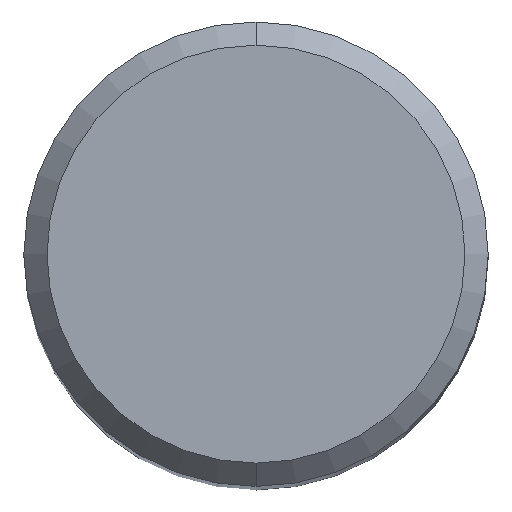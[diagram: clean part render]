
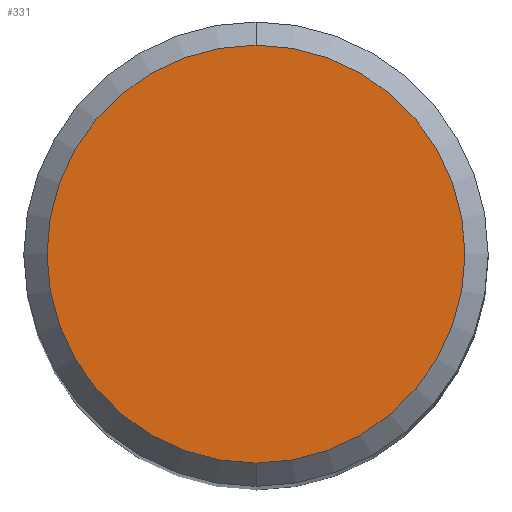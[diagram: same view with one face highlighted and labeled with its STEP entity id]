
A CAD part, top view. The second image highlights one B-rep face of the part: STEP entity #331.
In plain terms, the highlighted planar face has unit normal (0, 0, 1).
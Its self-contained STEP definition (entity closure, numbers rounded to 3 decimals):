
#331=ADVANCED_FACE('',(#704),#705,.T.);
#337=VERTEX_POINT('',#712);
#443=EDGE_CURVE('',#337,#493,#832,.T.);
#493=VERTEX_POINT('',#886);
#517=EDGE_CURVE('',#493,#337,#911,.T.);
#704=FACE_OUTER_BOUND('',#1235,.T.);
#705=PLANE('',#1236);
#712=CARTESIAN_POINT('',(0.0,3.6,0.0));
#832=CIRCLE('',#1464,3.6);
#886=CARTESIAN_POINT('',(0.,-3.6,0.0));
#911=CIRCLE('',#1604,3.6);
#1235=EDGE_LOOP('',(#1827,#1828));
#1236=AXIS2_PLACEMENT_3D('',#1829,#1830,#1831);
#1464=AXIS2_PLACEMENT_3D('',#1991,#1992,#1993);
#1604=AXIS2_PLACEMENT_3D('',#2070,#2071,#2072);
#1827=ORIENTED_EDGE('',*,*,#443,.F.);
#1828=ORIENTED_EDGE('',*,*,#517,.F.);
#1829=CARTESIAN_POINT('',(0.0,1.8,0.0));
#1830=DIRECTION('',(-0.0,0.0,1.0));
#1831=DIRECTION('',(0.0,-1.0,0.0));
#1991=CARTESIAN_POINT('',(0.0,0.0,0.0));
#1992=DIRECTION('',(0.0,0.0,-1.0));
#1993=DIRECTION('',(0.0,1.0,0.0));
#2070=CARTESIAN_POINT('',(0.0,0.0,0.0));
#2071=DIRECTION('',(0.0,0.0,-1.0));
#2072=DIRECTION('',(0.0,1.0,0.0));
